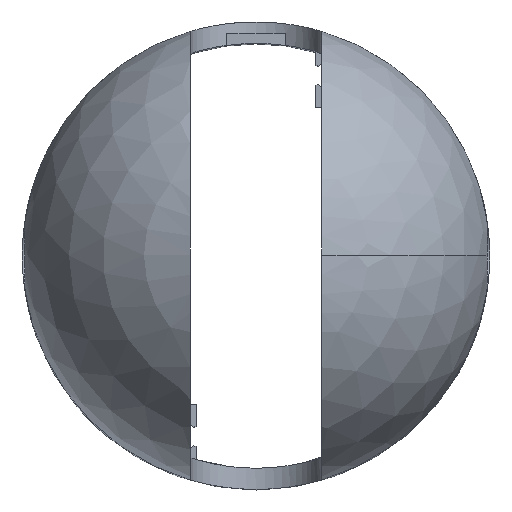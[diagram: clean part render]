
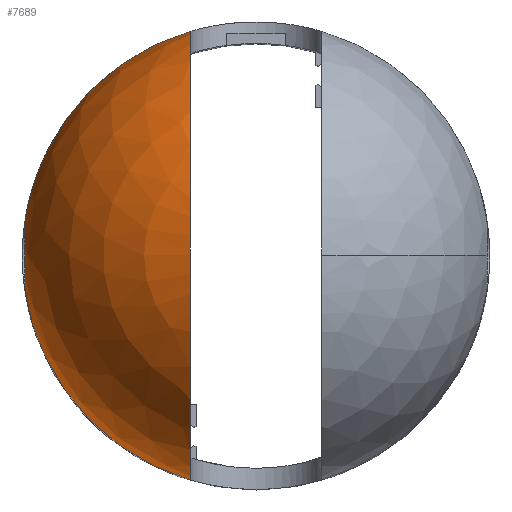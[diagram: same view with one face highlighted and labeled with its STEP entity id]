
A CAD part, top view. The second image highlights one B-rep face of the part: STEP entity #7689.
In plain terms, the highlighted spherical face has radius 55 mm.
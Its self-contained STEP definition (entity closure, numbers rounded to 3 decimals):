
#2975 = VERTEX_POINT('',#2976);
#2976 = CARTESIAN_POINT('',(-52.829,15.3,100.));
#2984 = EDGE_CURVE('',#2975,#2985,#2987,.T.);
#2985 = VERTEX_POINT('',#2986);
#2986 = CARTESIAN_POINT('',(-15.5,52.771,100.));
#2987 = CIRCLE('',#2988,55.);
#2988 = AXIS2_PLACEMENT_3D('',#2989,#2990,#2991);
#2989 = CARTESIAN_POINT('',(0.,0.,100.));
#2990 = DIRECTION('',(0.,0.,-1.));
#2991 = DIRECTION('',(1.,0.,0.));
#3322 = VERTEX_POINT('',#3323);
#3323 = CARTESIAN_POINT('',(-15.5,-52.771,100.));
#3363 = EDGE_CURVE('',#3322,#3364,#3366,.T.);
#3364 = VERTEX_POINT('',#3365);
#3365 = CARTESIAN_POINT('',(-52.829,-15.3,100.));
#3366 = CIRCLE('',#3367,55.);
#3367 = AXIS2_PLACEMENT_3D('',#3368,#3369,#3370);
#3368 = CARTESIAN_POINT('',(0.,0.,100.));
#3369 = DIRECTION('',(0.,0.,-1.));
#3370 = DIRECTION('',(1.,0.,0.));
#5539 = VERTEX_POINT('',#5540);
#5540 = CARTESIAN_POINT('',(-54.385,7.416,103.5));
#5546 = EDGE_CURVE('',#5547,#5539,#5549,.T.);
#5547 = VERTEX_POINT('',#5548);
#5548 = CARTESIAN_POINT('',(-54.385,-7.416,103.5));
#5549 = B_SPLINE_CURVE_WITH_KNOTS('',8,(#5550,#5551,#5552,#5553,#5554,
    #5555,#5556,#5557,#5558,#5559,#5560,#5561,#5562,#5563,#5564,#5565,
    #5566,#5567,#5568,#5569,#5570,#5571,#5572,#5573,#5574,#5575,#5576,
    #5577,#5578,#5579),.UNSPECIFIED.,.F.,.F.,(9,7,7,7,9),(0.,
    0.251,0.501,0.751,1.),.UNSPECIFIED.);
#5550 = CARTESIAN_POINT('',(-54.385,-8.2,100.));
#5551 = CARTESIAN_POINT('',(-54.385,-8.2,100.808));
#5552 = CARTESIAN_POINT('',(-54.385,-8.109,101.617
    ));
#5553 = CARTESIAN_POINT('',(-54.385,-7.927,
    102.413));
#5554 = CARTESIAN_POINT('',(-54.385,-7.656,
    103.185));
#5555 = CARTESIAN_POINT('',(-54.385,-7.299,
    103.922));
#5556 = CARTESIAN_POINT('',(-54.385,-6.863,
    104.612));
#5557 = CARTESIAN_POINT('',(-54.385,-6.353,
    105.247));
#5558 = CARTESIAN_POINT('',(-54.385,-5.21,
    106.383));
#5559 = CARTESIAN_POINT('',(-54.385,-4.577,
    106.885));
#5560 = CARTESIAN_POINT('',(-54.385,-3.888,
    107.316));
#5561 = CARTESIAN_POINT('',(-54.385,-3.155,
    107.667));
#5562 = CARTESIAN_POINT('',(-54.385,-2.386,
    107.934));
#5563 = CARTESIAN_POINT('',(-54.385,-1.594,
    108.113));
#5564 = CARTESIAN_POINT('',(-54.385,-0.79,
    108.201));
#5565 = CARTESIAN_POINT('',(-54.385,0.819,108.199
    ));
#5566 = CARTESIAN_POINT('',(-54.385,1.625,
    108.107));
#5567 = CARTESIAN_POINT('',(-54.385,2.418,
    107.925));
#5568 = CARTESIAN_POINT('',(-54.385,3.188,
    107.654));
#5569 = CARTESIAN_POINT('',(-54.385,3.922,
    107.298));
#5570 = CARTESIAN_POINT('',(-54.385,4.611,
    106.863));
#5571 = CARTESIAN_POINT('',(-54.385,5.244,
    106.356));
#5572 = CARTESIAN_POINT('',(-54.385,6.378,
    105.216));
#5573 = CARTESIAN_POINT('',(-54.385,6.881,
    104.583));
#5574 = CARTESIAN_POINT('',(-54.385,7.311,
    103.896));
#5575 = CARTESIAN_POINT('',(-54.385,7.663,
    103.164));
#5576 = CARTESIAN_POINT('',(-54.385,7.931,
    102.396));
#5577 = CARTESIAN_POINT('',(-54.385,8.11,
    101.605));
#5578 = CARTESIAN_POINT('',(-54.385,8.2,100.802));
#5579 = CARTESIAN_POINT('',(-54.385,8.2,100.));
#7597 = VERTEX_POINT('',#7598);
#7598 = CARTESIAN_POINT('',(-52.713,15.3,103.5));
#7604 = EDGE_CURVE('',#7597,#2975,#7605,.T.);
#7605 = CIRCLE('',#7606,52.829);
#7606 = AXIS2_PLACEMENT_3D('',#7607,#7608,#7609);
#7607 = CARTESIAN_POINT('',(0.,15.3,100.));
#7608 = DIRECTION('',(0.,-1.,0.));
#7609 = DIRECTION('',(0.,0.,-1.));
#7660 = EDGE_CURVE('',#3364,#7661,#7663,.T.);
#7661 = VERTEX_POINT('',#7662);
#7662 = CARTESIAN_POINT('',(-52.713,-15.3,103.5));
#7663 = CIRCLE('',#7664,52.829);
#7664 = AXIS2_PLACEMENT_3D('',#7665,#7666,#7667);
#7665 = CARTESIAN_POINT('',(0.,-15.3,100.));
#7666 = DIRECTION('',(0.,1.,0.));
#7667 = DIRECTION('',(0.,0.,1.));
#7689 = ADVANCED_FACE('',(#7690),#7718,.T.);
#7690 = FACE_BOUND('',#7691,.F.);
#7691 = EDGE_LOOP('',(#7692,#7699,#7700,#7701,#7708,#7709,#7716,#7717));
#7692 = ORIENTED_EDGE('',*,*,#7693,.F.);
#7693 = EDGE_CURVE('',#3322,#2985,#7694,.T.);
#7694 = CIRCLE('',#7695,52.771);
#7695 = AXIS2_PLACEMENT_3D('',#7696,#7697,#7698);
#7696 = CARTESIAN_POINT('',(-15.5,0.,100.));
#7697 = DIRECTION('',(-1.,0.,-0.));
#7698 = DIRECTION('',(0.,1.,0.));
#7699 = ORIENTED_EDGE('',*,*,#3363,.T.);
#7700 = ORIENTED_EDGE('',*,*,#7660,.T.);
#7701 = ORIENTED_EDGE('',*,*,#7702,.F.);
#7702 = EDGE_CURVE('',#5547,#7661,#7703,.T.);
#7703 = CIRCLE('',#7704,54.889);
#7704 = AXIS2_PLACEMENT_3D('',#7705,#7706,#7707);
#7705 = CARTESIAN_POINT('',(0.,0.,103.5));
#7706 = DIRECTION('',(-0.,0.,1.));
#7707 = DIRECTION('',(1.,0.,0.));
#7708 = ORIENTED_EDGE('',*,*,#5546,.T.);
#7709 = ORIENTED_EDGE('',*,*,#7710,.F.);
#7710 = EDGE_CURVE('',#7597,#5539,#7711,.T.);
#7711 = CIRCLE('',#7712,54.889);
#7712 = AXIS2_PLACEMENT_3D('',#7713,#7714,#7715);
#7713 = CARTESIAN_POINT('',(0.,0.,103.5));
#7714 = DIRECTION('',(-0.,0.,1.));
#7715 = DIRECTION('',(1.,0.,0.));
#7716 = ORIENTED_EDGE('',*,*,#7604,.T.);
#7717 = ORIENTED_EDGE('',*,*,#2984,.T.);
#7718 = SPHERICAL_SURFACE('',#7719,55.);
#7719 = AXIS2_PLACEMENT_3D('',#7720,#7721,#7722);
#7720 = CARTESIAN_POINT('',(0.,0.,100.));
#7721 = DIRECTION('',(0.,0.,1.));
#7722 = DIRECTION('',(1.,0.,0.));
